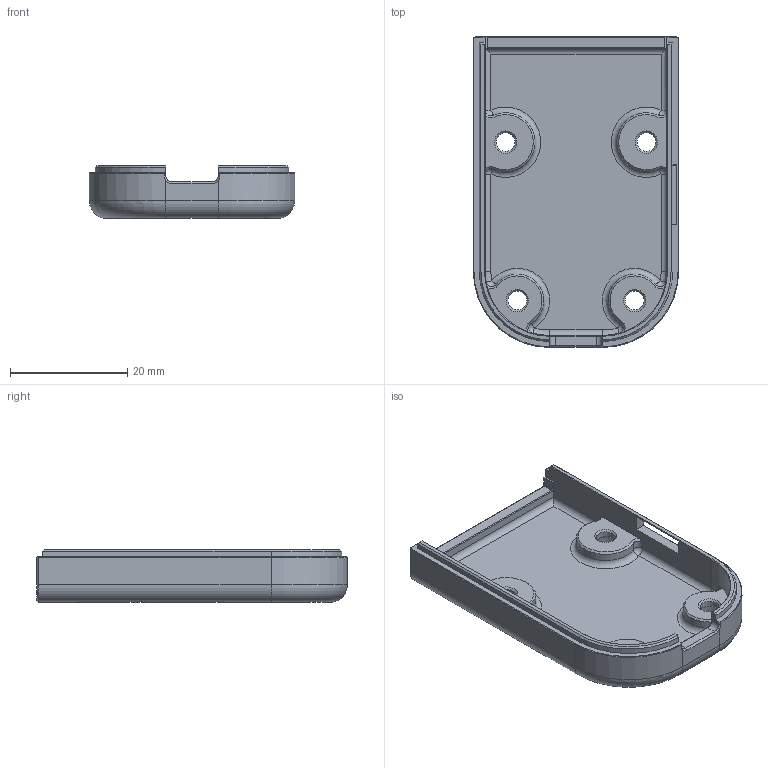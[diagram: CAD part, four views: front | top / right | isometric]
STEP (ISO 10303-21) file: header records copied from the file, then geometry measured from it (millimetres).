
FILE_DESCRIPTION(/* description */ (''),/* implementation_level */ '2;1');
FILE_NAME(/* name */ 'usb-can_housing-lower_2.18.0.step',/* time_stamp */ '2021-08-16T19:37:47+02:00',/* author */ (''),/* organization */ (''),/* preprocessor_version */ 'ST-DEVELOPER v18.1',/* originating_system */ 'Autodesk Translation Framework v10.9.0.1377',/* authorisation */ '');
FILE_SCHEMA (('AUTOMOTIVE_DESIGN { 1 0 10303 214 3 1 1 }'));
Length unit declared in the file: millimetre
Products named in the file (1): housing_lower
Bounding box: 35 x 53 x 9 mm (x, y, z)
Volume: 5340.6 mm3; surface area: 5749.3 mm2
Topology: 1 solids, 1 shells, 178 faces, 443 edges, 266 vertices
Faces by surface type: plane 67, cylinder 37, cone 36, bspline 20, torus 10, sphere 8
Full cylindrical faces by diameter (mm): 3.2 x4, 6 x4
Entity records: 5596 total; most frequent: CARTESIAN_POINT 1410, ORIENTED_EDGE 886, DIRECTION 841, EDGE_CURVE 443, AXIS2_PLACEMENT_3D 297, VERTEX_POINT 266, LINE 247, VECTOR 247
